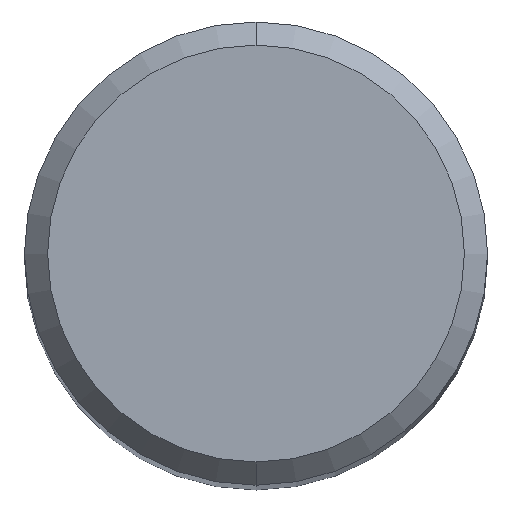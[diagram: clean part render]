
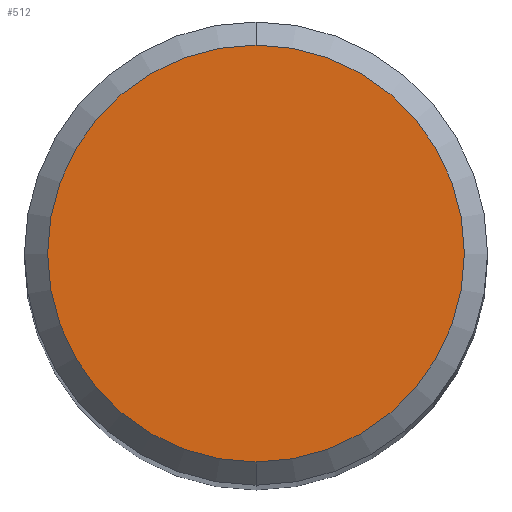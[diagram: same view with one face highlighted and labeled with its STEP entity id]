
A CAD part, top view. The second image highlights one B-rep face of the part: STEP entity #512.
In plain terms, the highlighted planar face has unit normal (0, 0, 1).
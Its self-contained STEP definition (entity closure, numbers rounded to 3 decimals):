
#512=ADVANCED_FACE('',(#1122),#1123,.T.);
#588=VERTEX_POINT('',#1208);
#670=EDGE_CURVE('',#588,#886,#1296,.T.);
#772=EDGE_CURVE('',#886,#588,#1404,.T.);
#886=VERTEX_POINT('',#1529);
#1122=FACE_OUTER_BOUND('',#5072,.T.);
#1123=PLANE('',#5073);
#1208=CARTESIAN_POINT('',(0.,-4.5,0.0));
#1296=CIRCLE('',#6604,4.5);
#1404=CIRCLE('',#7164,4.5);
#1529=CARTESIAN_POINT('',(0.0,4.5,0.0));
#5072=EDGE_LOOP('',(#8113,#8114));
#5073=AXIS2_PLACEMENT_3D('',#8115,#8116,#8117);
#6604=AXIS2_PLACEMENT_3D('',#8293,#8294,#8295);
#7164=AXIS2_PLACEMENT_3D('',#8382,#8383,#8384);
#8113=ORIENTED_EDGE('',*,*,#772,.F.);
#8114=ORIENTED_EDGE('',*,*,#670,.F.);
#8115=CARTESIAN_POINT('',(0.0,2.25,0.0));
#8116=DIRECTION('',(-0.0,0.0,1.0));
#8117=DIRECTION('',(0.0,-1.0,0.0));
#8293=CARTESIAN_POINT('',(0.0,0.0,0.0));
#8294=DIRECTION('',(0.0,0.0,-1.0));
#8295=DIRECTION('',(0.0,1.0,0.0));
#8382=CARTESIAN_POINT('',(0.0,0.0,0.0));
#8383=DIRECTION('',(0.0,0.0,-1.0));
#8384=DIRECTION('',(0.0,1.0,0.0));
